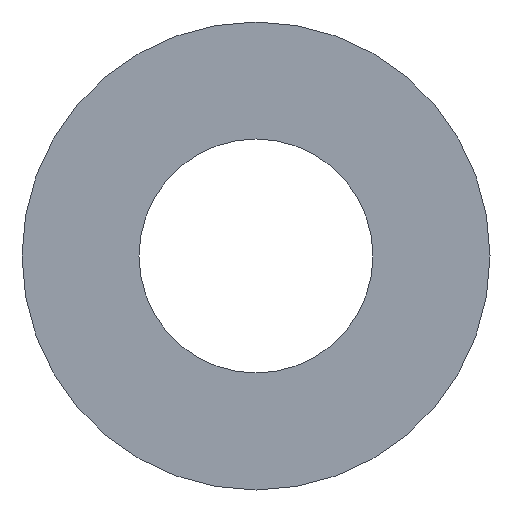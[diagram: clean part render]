
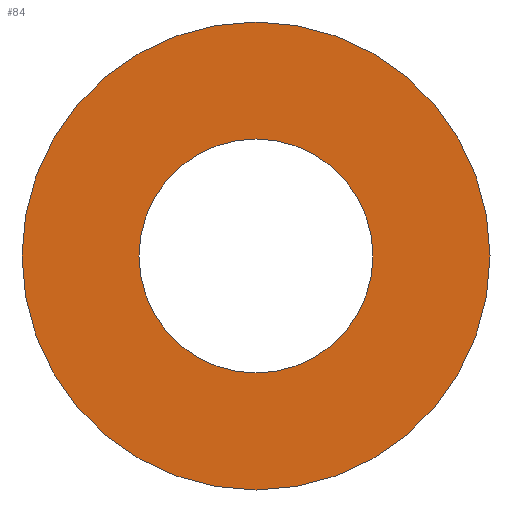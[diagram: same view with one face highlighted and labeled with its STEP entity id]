
A CAD part, left-side view. The second image highlights one B-rep face of the part: STEP entity #84.
In plain terms, the highlighted planar face has unit normal (-1, 0, 0).
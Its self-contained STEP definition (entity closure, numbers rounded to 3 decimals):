
#84 = ADVANCED_FACE( '', ( #107, #108 ), #109, .T. );
#107 = FACE_BOUND( '', #132, .T. );
#108 = FACE_OUTER_BOUND( '', #133, .T. );
#109 = PLANE( '', #134 );
#132 = EDGE_LOOP( '', ( #200, #201 ) );
#133 = EDGE_LOOP( '', ( #202, #203 ) );
#134 = AXIS2_PLACEMENT_3D( '', #204, #205, #206 );
#200 = ORIENTED_EDGE( '', *, *, #235, .F. );
#201 = ORIENTED_EDGE( '', *, *, #217, .F. );
#202 = ORIENTED_EDGE( '', *, *, #221, .T. );
#203 = ORIENTED_EDGE( '', *, *, #234, .T. );
#204 = CARTESIAN_POINT( '', ( -50., 33., 0. ) );
#205 = DIRECTION( '', ( -1., 0., 0. ) );
#206 = DIRECTION( '', ( 0., 1., 0. ) );
#217 = EDGE_CURVE( '', #241, #237, #243, .T. );
#221 = EDGE_CURVE( '', #245, #249, #251, .T. );
#234 = EDGE_CURVE( '', #249, #245, #270, .T. );
#235 = EDGE_CURVE( '', #237, #241, #271, .T. );
#237 = VERTEX_POINT( '', #273 );
#241 = VERTEX_POINT( '', #278 );
#243 = CIRCLE( '', #281, 22. );
#245 = VERTEX_POINT( '', #283 );
#249 = VERTEX_POINT( '', #288 );
#251 = CIRCLE( '', #291, 44. );
#270 = CIRCLE( '', #314, 44. );
#271 = CIRCLE( '', #315, 22. );
#273 = CARTESIAN_POINT( '', ( -50., 22., 0. ) );
#278 = CARTESIAN_POINT( '', ( -50., -22., 0. ) );
#281 = AXIS2_PLACEMENT_3D( '', #321, #322, #323 );
#283 = CARTESIAN_POINT( '', ( -50., 44., 0. ) );
#288 = CARTESIAN_POINT( '', ( -50., -44., 0. ) );
#291 = AXIS2_PLACEMENT_3D( '', #329, #330, #331 );
#314 = AXIS2_PLACEMENT_3D( '', #360, #361, #362 );
#315 = AXIS2_PLACEMENT_3D( '', #363, #364, #365 );
#321 = CARTESIAN_POINT( '', ( -50., 0., 0. ) );
#322 = DIRECTION( '', ( -1., 0., 0. ) );
#323 = DIRECTION( '', ( 0., 1., 0. ) );
#329 = CARTESIAN_POINT( '', ( -50., 0., 0. ) );
#330 = DIRECTION( '', ( -1., 0., 0. ) );
#331 = DIRECTION( '', ( 0., 1., 0. ) );
#360 = CARTESIAN_POINT( '', ( -50., 0., 0. ) );
#361 = DIRECTION( '', ( -1., 0., 0. ) );
#362 = DIRECTION( '', ( 0., 1., 0. ) );
#363 = CARTESIAN_POINT( '', ( -50., 0., 0. ) );
#364 = DIRECTION( '', ( -1., 0., 0. ) );
#365 = DIRECTION( '', ( 0., 1., 0. ) );
